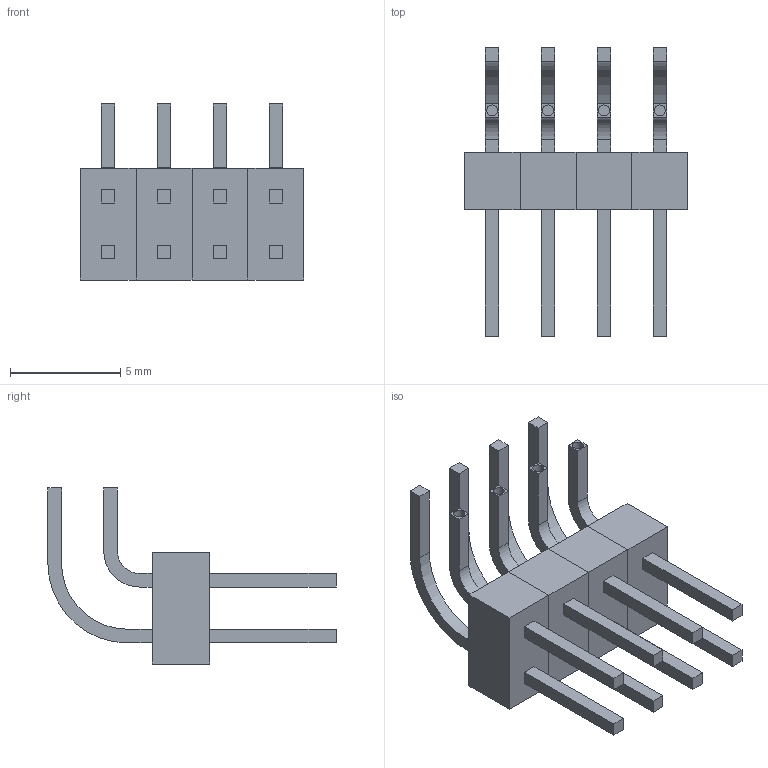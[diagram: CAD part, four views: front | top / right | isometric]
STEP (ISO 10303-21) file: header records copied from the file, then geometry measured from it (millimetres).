
FILE_DESCRIPTION(('STEP AP214'), '1');
FILE_NAME('SNP346-24VP31-2', '2019-04-03T12:00:05', (' user '), (''), 'ASCON STEP Converter 1.3', 'ASCON Math Kernel', '');
FILE_SCHEMA(('AUTOMOTIVE_DESIGN { 1 0 10303 214 3 1 1}'));
Length unit declared in the file: millimetre
Bounding box: 10.16 x 13.1 x 8 mm (x, y, z)
Volume: 174.6 mm3; surface area: 533.6 mm2
Topology: 4 solids, 4 shells, 144 faces, 348 edges, 232 vertices
Faces by surface type: plane 124, cylinder 20
Full cylindrical faces by diameter (mm): 0.5 x4
Entity records: 5346 total; most frequent: CARTESIAN_POINT 721, ORIENTED_EDGE 688, DIRECTION 674, EDGE_CURVE 344, LINE 304, VECTOR 304, VERTEX_POINT 232, AXIS2_PLACEMENT_3D 185
